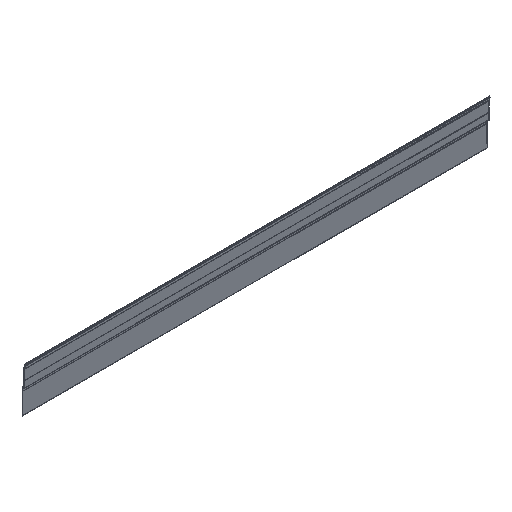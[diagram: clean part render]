
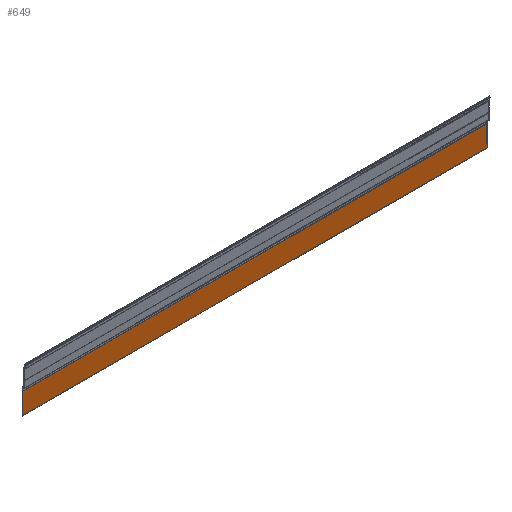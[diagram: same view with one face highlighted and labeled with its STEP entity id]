
A CAD part, isometric view. The second image highlights one B-rep face of the part: STEP entity #649.
In plain terms, the highlighted planar face has unit normal (0, -1, 0).
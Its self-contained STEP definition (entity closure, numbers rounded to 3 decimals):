
#109=ORIENTED_EDGE('',*,*,#279,.T.);
#110=ORIENTED_EDGE('',*,*,#280,.F.);
#111=ORIENTED_EDGE('',*,*,#281,.F.);
#112=ORIENTED_EDGE('',*,*,#277,.T.);
#277=EDGE_CURVE('',#355,#354,#424,.T.);
#279=EDGE_CURVE('',#354,#356,#426,.T.);
#280=EDGE_CURVE('',#357,#356,#427,.T.);
#281=EDGE_CURVE('',#355,#357,#428,.T.);
#354=VERTEX_POINT('',#1002);
#355=VERTEX_POINT('',#1004);
#356=VERTEX_POINT('',#1008);
#357=VERTEX_POINT('',#1010);
#424=LINE('',#1003,#503);
#426=LINE('',#1007,#505);
#427=LINE('',#1009,#506);
#428=LINE('',#1011,#507);
#503=VECTOR('',#819,1000.);
#505=VECTOR('',#823,1000.);
#506=VECTOR('',#824,1000.);
#507=VECTOR('',#825,1000.);
#557=EDGE_LOOP('',(#109,#110,#111,#112));
#590=FACE_BOUND('',#557,.T.);
#619=PLANE('',#703);
#649=ADVANCED_FACE('',(#590),#619,.F.);
#703=AXIS2_PLACEMENT_3D('',#1006,#821,#822);
#819=DIRECTION('',(-1.,0.,0.));
#821=DIRECTION('',(0.,1.,0.));
#822=DIRECTION('',(-1.,0.,0.));
#823=DIRECTION('',(0.,0.,-1.));
#824=DIRECTION('',(-1.,0.,0.));
#825=DIRECTION('',(0.,0.,-1.));
#1002=CARTESIAN_POINT('',(0.,-1.8,50.211));
#1003=CARTESIAN_POINT('',(1100.,-1.8,50.211));
#1004=CARTESIAN_POINT('',(1100.,-1.8,50.211));
#1006=CARTESIAN_POINT('',(1100.,-1.8,50.211));
#1007=CARTESIAN_POINT('',(0.,-1.8,50.211));
#1008=CARTESIAN_POINT('',(0.,-1.8,0.));
#1009=CARTESIAN_POINT('',(1100.,-1.8,0.));
#1010=CARTESIAN_POINT('',(1100.,-1.8,0.));
#1011=CARTESIAN_POINT('',(1100.,-1.8,50.211));
